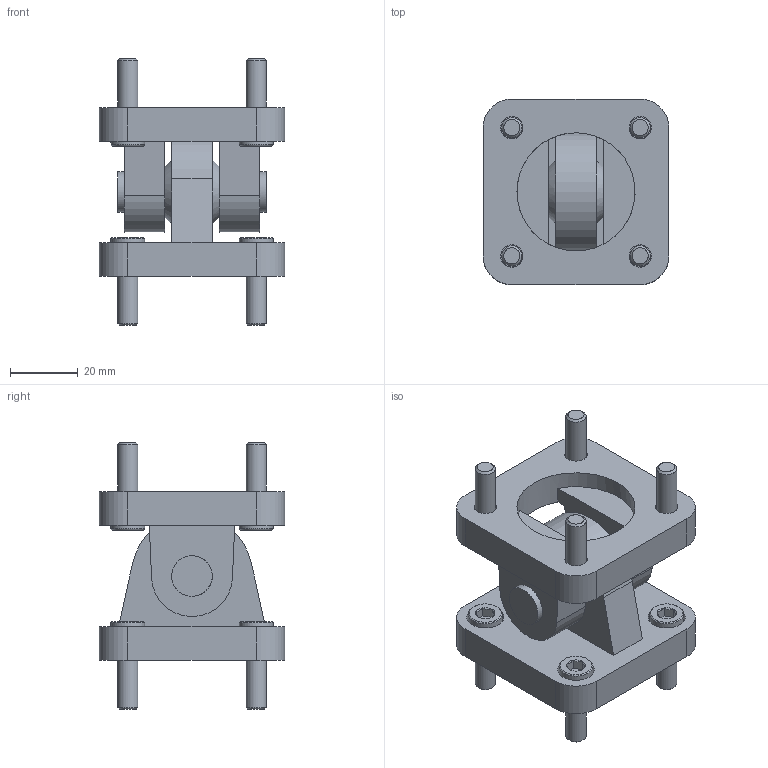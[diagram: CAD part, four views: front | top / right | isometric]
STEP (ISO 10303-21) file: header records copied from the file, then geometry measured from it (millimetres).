
FILE_DESCRIPTION (( 'STEP AP214' ), '1' );
FILE_NAME ('RK-SCR2-P04.STEP', '2025-05-12T17:07:32', ( '' ), ( '' ), 'SwSTEP 2.0', 'SolidWorks 2023', '' );
FILE_SCHEMA (( 'AUTOMOTIVE_DESIGN' ));
Length unit declared in the file: millimetre
Products named in the file (2): 1320.40.26F; RK-SCR2-P04
Assembly tree (1 placements, depth 2):
  RK-SCR2-P04
    1320.40.26F
Bounding box: 55 x 55 x 79 mm (x, y, z)
Volume: 78788.3 mm3; surface area: 32605.4 mm2
Topology: 7 solids, 7 shells, 214 faces, 430 edges, 266 vertices
Faces by surface type: plane 114, cylinder 40, cone 40, bspline 14, torus 4, sphere 2
Full cylindrical faces by diameter (mm): 6 x8, 6.6 x4, 10 x8, 11 x4, 12 x4, 35 x1
Entity records: 9414 total; most frequent: CARTESIAN_POINT 2855, DIRECTION 802, ORIENTED_EDGE 726, EDGE_CURVE 363, EDGE_LOOP 326, AXIS2_PLACEMENT_3D 306, VERTEX_POINT 259, FACE_OUTER_BOUND 254
